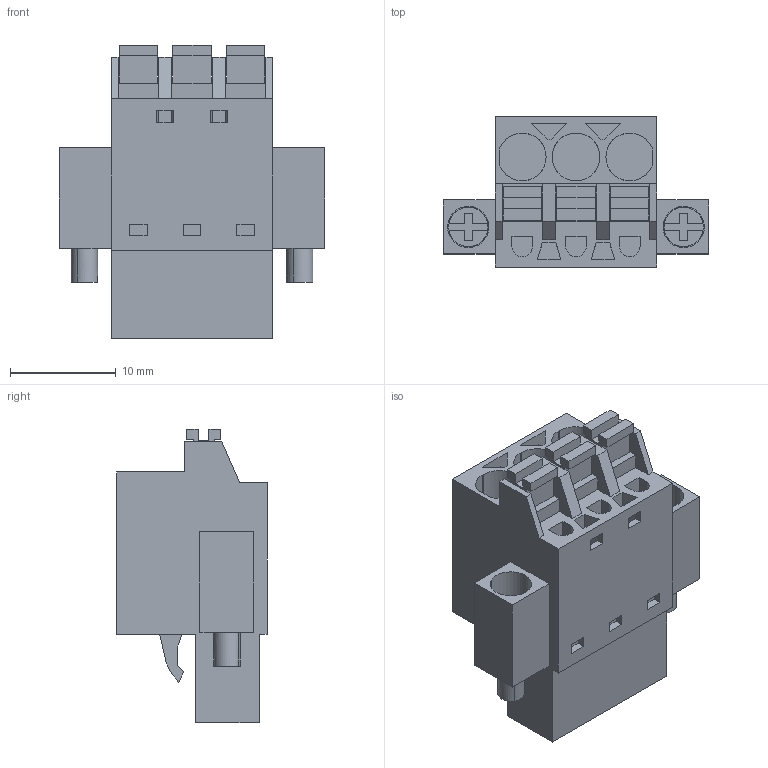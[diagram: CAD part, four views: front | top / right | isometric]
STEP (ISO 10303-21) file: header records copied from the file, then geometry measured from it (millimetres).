
FILE_DESCRIPTION(('CATIA V5 STEP Exchange','CAx-IF Rec.Pracs.--- Model Styling and Organization---1.2---2011-12-15'),'2;1');
FILE_NAME ('D1446520_0_1013090000_1013090000.stp','2017-04-28T12:30:13+00:00',('none'),('Weidmueller'),'CATIA Version 5-6 Release 2014','CATIA V5 STEP AP214','none');
FILE_SCHEMA(('AUTOMOTIVE_DESIGN { 1 0 10303 214 1 1 1 1 }'));
Length unit declared in the file: millimetre
Products named in the file (1): 1013090000
Bounding box: 25.04 x 14.2 x 27.73 mm (x, y, z)
Volume: 4054.9 mm3; surface area: 3516.6 mm2
Topology: 6 solids, 6 shells, 293 faces, 794 edges, 542 vertices
Faces by surface type: plane 250, cylinder 42, extrusion 1
Entity records: 9348 total; most frequent: CARTESIAN_POINT 1836, ORIENTED_EDGE 1588, DIRECTION 1262, EDGE_CURVE 794, VECTOR 701, LINE 700, VERTEX_POINT 542, EDGE_LOOP 334
